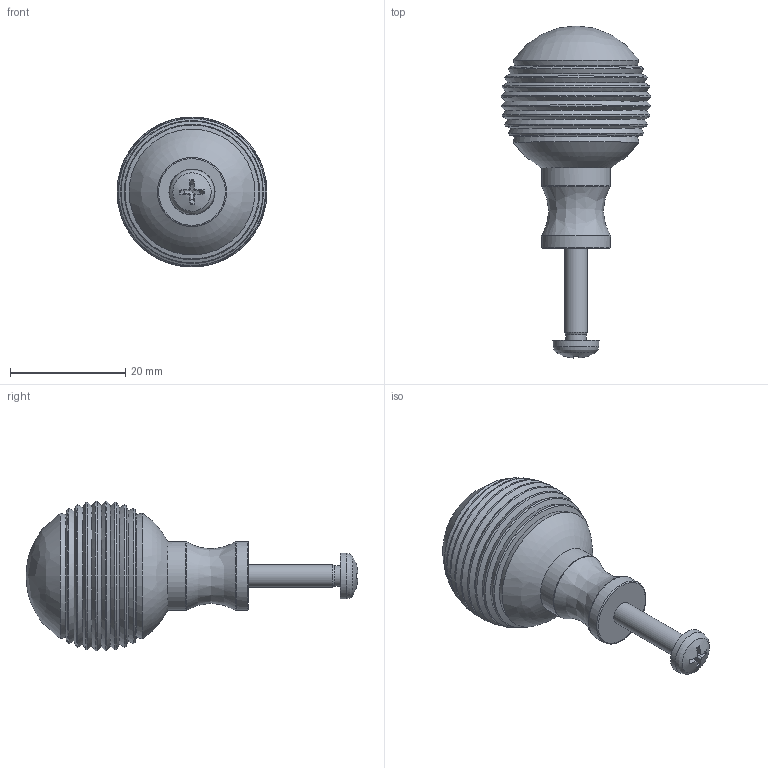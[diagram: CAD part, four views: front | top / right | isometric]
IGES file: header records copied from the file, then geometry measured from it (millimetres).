
Global section: file name: P787-B; native system: Autodesk Inventor 2018; preprocessor: unknown; author: ashami; date: 20180814.154408; units: millimetre
Bounding box: 26.07 x 57.72 x 26.07 mm (x, y, z)
Volume: 10515.3 mm3; surface area: 4005.1 mm2
Topology: 2 solids, 2 shells, 68 faces, 189 edges, 135 vertices
Faces by surface type: bspline 68
